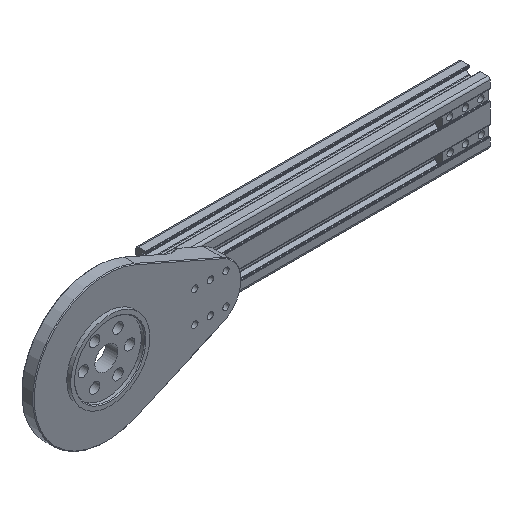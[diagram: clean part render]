
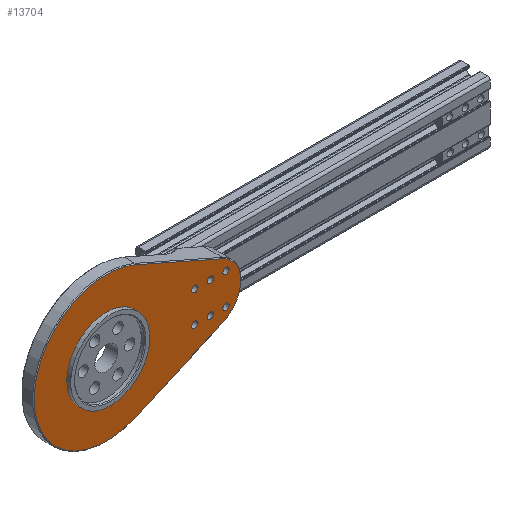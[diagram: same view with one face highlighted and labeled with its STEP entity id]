
A CAD part, isometric view. The second image highlights one B-rep face of the part: STEP entity #13704.
In plain terms, the highlighted face is planar.
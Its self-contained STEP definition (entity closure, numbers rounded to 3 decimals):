
#727=FACE_BOUND('',#2126,.T.);
#728=FACE_BOUND('',#2127,.T.);
#729=FACE_BOUND('',#2128,.T.);
#730=FACE_BOUND('',#2129,.T.);
#731=FACE_BOUND('',#2130,.T.);
#732=FACE_BOUND('',#2131,.T.);
#733=FACE_BOUND('',#2132,.T.);
#1405=FACE_OUTER_BOUND('',#2125,.T.);
#2125=EDGE_LOOP('',(#12462,#12463,#12464,#12465));
#2126=EDGE_LOOP('',(#12466));
#2127=EDGE_LOOP('',(#12467));
#2128=EDGE_LOOP('',(#12468));
#2129=EDGE_LOOP('',(#12469));
#2130=EDGE_LOOP('',(#12470));
#2131=EDGE_LOOP('',(#12471));
#2132=EDGE_LOOP('',(#12472));
#3327=LINE('',#24709,#4508);
#3331=LINE('',#24721,#4512);
#4508=VECTOR('',#18847,10.);
#4512=VECTOR('',#18859,10.);
#5086=CIRCLE('',#15089,19.5);
#5088=CIRCLE('',#15093,46.5);
#5090=CIRCLE('',#15098,25.5);
#5091=CIRCLE('',#15099,2.);
#5092=CIRCLE('',#15100,2.);
#5093=CIRCLE('',#15101,2.);
#5094=CIRCLE('',#15102,2.);
#5095=CIRCLE('',#15103,2.);
#5096=CIRCLE('',#15104,2.);
#6434=VERTEX_POINT('',#24702);
#6437=VERTEX_POINT('',#24707);
#6438=VERTEX_POINT('',#24711);
#6440=VERTEX_POINT('',#24717);
#6448=VERTEX_POINT('',#24828);
#6449=VERTEX_POINT('',#24830);
#6450=VERTEX_POINT('',#24832);
#6451=VERTEX_POINT('',#24834);
#6452=VERTEX_POINT('',#24836);
#6453=VERTEX_POINT('',#24838);
#6454=VERTEX_POINT('',#24840);
#8450=EDGE_CURVE('',#6437,#6434,#3327,.T.);
#8453=EDGE_CURVE('',#6434,#6438,#5086,.T.);
#8456=EDGE_CURVE('',#6438,#6440,#3331,.T.);
#8458=EDGE_CURVE('',#6440,#6437,#5088,.T.);
#8468=EDGE_CURVE('',#6448,#6448,#5090,.T.);
#8469=EDGE_CURVE('',#6449,#6449,#5091,.T.);
#8470=EDGE_CURVE('',#6450,#6450,#5092,.T.);
#8471=EDGE_CURVE('',#6451,#6451,#5093,.T.);
#8472=EDGE_CURVE('',#6452,#6452,#5094,.T.);
#8473=EDGE_CURVE('',#6453,#6453,#5095,.T.);
#8474=EDGE_CURVE('',#6454,#6454,#5096,.T.);
#12462=ORIENTED_EDGE('',*,*,#8450,.F.);
#12463=ORIENTED_EDGE('',*,*,#8458,.F.);
#12464=ORIENTED_EDGE('',*,*,#8456,.F.);
#12465=ORIENTED_EDGE('',*,*,#8453,.F.);
#12466=ORIENTED_EDGE('',*,*,#8468,.T.);
#12467=ORIENTED_EDGE('',*,*,#8469,.F.);
#12468=ORIENTED_EDGE('',*,*,#8470,.F.);
#12469=ORIENTED_EDGE('',*,*,#8471,.F.);
#12470=ORIENTED_EDGE('',*,*,#8472,.F.);
#12471=ORIENTED_EDGE('',*,*,#8473,.F.);
#12472=ORIENTED_EDGE('',*,*,#8474,.F.);
#12976=PLANE('',#15097);
#13704=ADVANCED_FACE('',(#1405,#727,#728,#729,#730,#731,#732,#733),#12976,
 .F.);
#15089=AXIS2_PLACEMENT_3D('',#24715,#18853,#18854);
#15093=AXIS2_PLACEMENT_3D('',#24724,#18864,#18865);
#15097=AXIS2_PLACEMENT_3D('',#24827,#18877,#18878);
#15098=AXIS2_PLACEMENT_3D('',#24829,#18879,#18880);
#15099=AXIS2_PLACEMENT_3D('',#24831,#18881,#18882);
#15100=AXIS2_PLACEMENT_3D('',#24833,#18883,#18884);
#15101=AXIS2_PLACEMENT_3D('',#24835,#18885,#18886);
#15102=AXIS2_PLACEMENT_3D('',#24837,#18887,#18888);
#15103=AXIS2_PLACEMENT_3D('',#24839,#18889,#18890);
#15104=AXIS2_PLACEMENT_3D('',#24841,#18891,#18892);
#18847=DIRECTION('',(0.915,0.403,0.));
#18853=DIRECTION('center_axis',(0.,0.,1.));
#18854=DIRECTION('ref_axis',(1.,0.,0.));
#18859=DIRECTION('',(-0.915,0.403,0.));
#18864=DIRECTION('center_axis',(0.,0.,1.));
#18865=DIRECTION('ref_axis',(0.,-1.,0.));
#18877=DIRECTION('center_axis',(0.,0.,1.));
#18878=DIRECTION('ref_axis',(1.,0.,0.));
#18879=DIRECTION('center_axis',(0.,0.,1.));
#18880=DIRECTION('ref_axis',(-1.,0.,0.));
#18881=DIRECTION('center_axis',(0.,0.,-1.));
#18882=DIRECTION('ref_axis',(-1.,0.,0.));
#18883=DIRECTION('center_axis',(0.,0.,-1.));
#18884=DIRECTION('ref_axis',(-1.,0.,0.));
#18885=DIRECTION('center_axis',(0.,0.,-1.));
#18886=DIRECTION('ref_axis',(-1.,0.,0.));
#18887=DIRECTION('center_axis',(0.,0.,-1.));
#18888=DIRECTION('ref_axis',(-1.,0.,0.));
#18889=DIRECTION('center_axis',(0.,0.,-1.));
#18890=DIRECTION('ref_axis',(-1.,0.,0.));
#18891=DIRECTION('center_axis',(0.,0.,-1.));
#18892=DIRECTION('ref_axis',(-1.,0.,0.));
#24702=CARTESIAN_POINT('',(74.858,-17.847,51.1));
#24707=CARTESIAN_POINT('',(18.739,-42.557,51.1));
#24709=CARTESIAN_POINT('',(27.115,-38.869,51.1));
#24711=CARTESIAN_POINT('',(74.858,17.847,51.1));
#24715=CARTESIAN_POINT('Origin',(67.,0.,51.1));
#24717=CARTESIAN_POINT('',(18.739,42.557,51.1));
#24721=CARTESIAN_POINT('',(55.175,26.514,51.1));
#24724=CARTESIAN_POINT('Origin',(0.,0.,
51.1));
#24827=CARTESIAN_POINT('Origin',(20.,0.,51.1));
#24828=CARTESIAN_POINT('',(25.5,0.,51.1));
#24829=CARTESIAN_POINT('Origin',(0.,0.,51.1));
#24830=CARTESIAN_POINT('',(79.,-10.,51.1));
#24831=CARTESIAN_POINT('Origin',(77.,-10.,51.1));
#24832=CARTESIAN_POINT('',(69.,-10.,51.1));
#24833=CARTESIAN_POINT('Origin',(67.,-10.,51.1));
#24834=CARTESIAN_POINT('',(59.,-10.,51.1));
#24835=CARTESIAN_POINT('Origin',(57.,-10.,51.1));
#24836=CARTESIAN_POINT('',(79.,10.,51.1));
#24837=CARTESIAN_POINT('Origin',(77.,10.,51.1));
#24838=CARTESIAN_POINT('',(69.,10.,51.1));
#24839=CARTESIAN_POINT('Origin',(67.,10.,51.1));
#24840=CARTESIAN_POINT('',(59.,10.,51.1));
#24841=CARTESIAN_POINT('Origin',(57.,10.,51.1));
